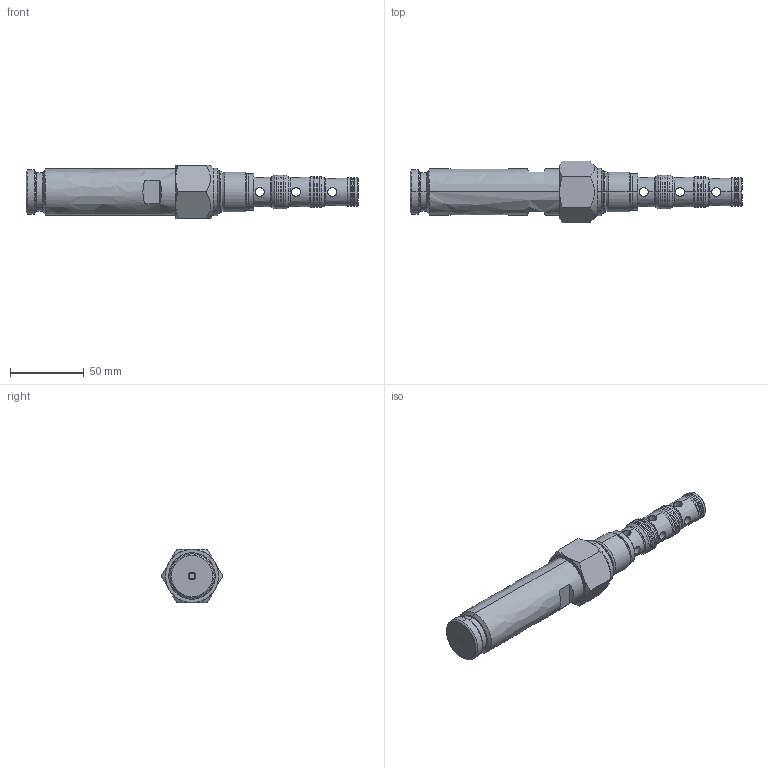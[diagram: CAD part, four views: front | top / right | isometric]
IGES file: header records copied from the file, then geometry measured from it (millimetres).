
Start section: SolidWorks IGES file using analytic representation for surfaces
Global section: file name: 4-2-E3_Wegeventil.IGS; native system: SolidWorks 2014; preprocessor: SolidWorks 2014; author: Neubauer; date: 160720.150655; units: millimetre
Bounding box: 224.9 x 41.57 x 36 mm (x, y, z)
Surface area: 23660.5 mm2 (no closed solid volume)
Topology: 0 solids, 0 shells, 168 faces, 2952 edges, 2952 vertices
Faces by surface type: revolution 120, bspline 48
